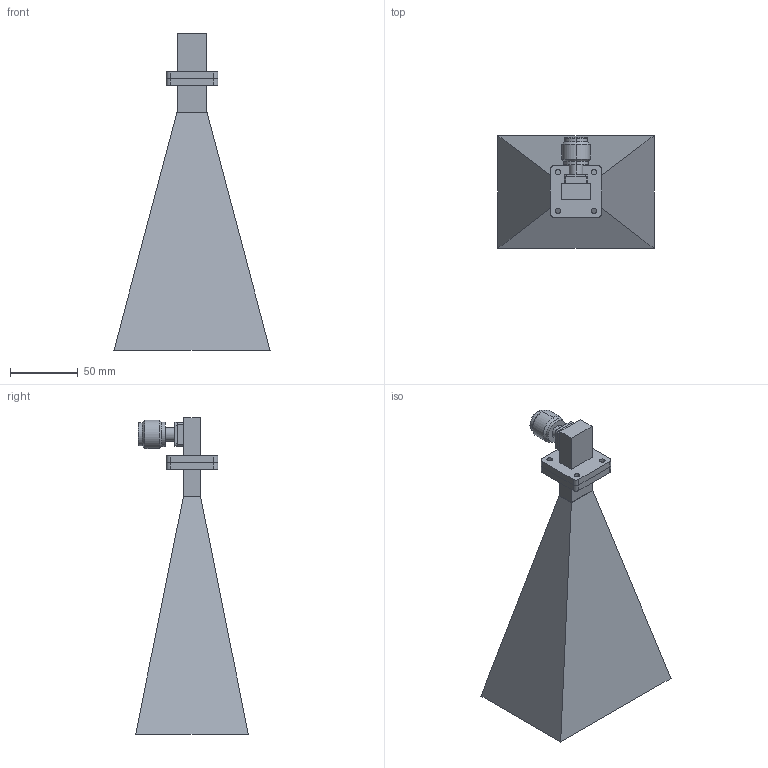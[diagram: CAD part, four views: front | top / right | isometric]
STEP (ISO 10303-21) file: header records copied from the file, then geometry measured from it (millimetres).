
FILE_DESCRIPTION (( 'STEP AP203' ), '1' );
FILE_NAME ('标准增益喇叭天线 HD-120SGAH+NJ.STEP', '2023-06-25T01:35:11', ( 'admin' ), ( '' ), 'SwSTEP 2.0', 'SolidWorks 2012', '' );
FILE_SCHEMA (( 'CONFIG_CONTROL_DESIGN' ));
Length unit declared in the file: millimetre
Products named in the file (4): 标准增益喇叭天线 HD-120SGAH+NJ; 諉芛; 标准增益喇叭天线; 疏絳У
Assembly tree (3 placements, depth 2):
  标准增益喇叭天线 HD-120SGAH+NJ
    标准增益喇叭天线
    疏絳У
    諉芛
Bounding box: 115 x 83 x 233 mm (x, y, z)
Volume: 702653 mm3; surface area: 65348.8 mm2
Topology: 3 solids, 3 shells, 116 faces, 288 edges, 182 vertices
Faces by surface type: cylinder 60, plane 42, cone 12, torus 2
Entity records: 3878 total; most frequent: DIRECTION 648, CARTESIAN_POINT 584, ORIENTED_EDGE 560, EDGE_CURVE 280, AXIS2_PLACEMENT_3D 246, VERTEX_POINT 182, VECTOR 156, LINE 156
